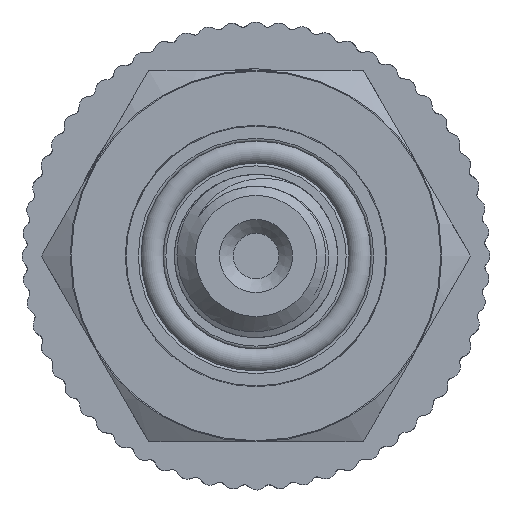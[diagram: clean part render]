
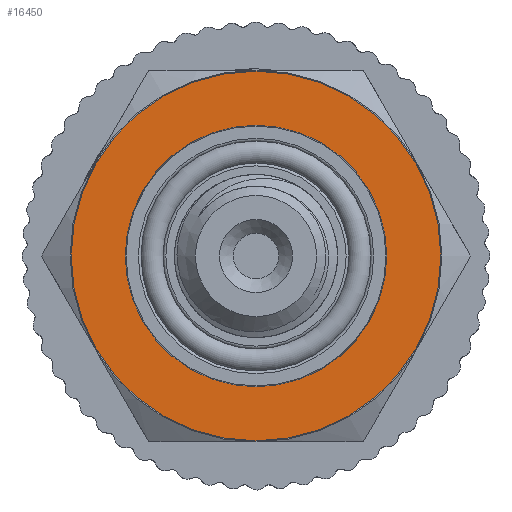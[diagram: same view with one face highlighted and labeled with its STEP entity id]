
A CAD part, left-side view. The second image highlights one B-rep face of the part: STEP entity #16450.
In plain terms, the highlighted planar face has unit normal (-1, 0, 0).
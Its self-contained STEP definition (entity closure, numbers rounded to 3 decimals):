
#654=PLANE('',#17335);
#928=FACE_BOUND('',#2233,.T.);
#1282=FACE_OUTER_BOUND('',#2232,.T.);
#2232=EDGE_LOOP('',(#12595));
#2233=EDGE_LOOP('',(#12596));
#2979=CIRCLE('',#17336,13.425);
#2980=CIRCLE('',#17337,9.5);
#7184=VERTEX_POINT('',#35215);
#7185=VERTEX_POINT('',#35217);
#9188=EDGE_CURVE('',#7184,#7184,#2979,.T.);
#9189=EDGE_CURVE('',#7185,#7185,#2980,.T.);
#12595=ORIENTED_EDGE('',*,*,#9188,.F.);
#12596=ORIENTED_EDGE('',*,*,#9189,.T.);
#16450=ADVANCED_FACE('',(#1282,#928),#654,.F.);
#17335=AXIS2_PLACEMENT_3D('',#35214,#18777,#18778);
#17336=AXIS2_PLACEMENT_3D('',#35216,#18779,#18780);
#17337=AXIS2_PLACEMENT_3D('',#35218,#18781,#18782);
#18777=DIRECTION('center_axis',(1.,0.,0.));
#18778=DIRECTION('ref_axis',(0.,0.,-1.));
#18779=DIRECTION('center_axis',(1.,0.,0.));
#18780=DIRECTION('ref_axis',(0.,1.,0.));
#18781=DIRECTION('center_axis',(1.,0.,0.));
#18782=DIRECTION('ref_axis',(0.,0.,-1.));
#35214=CARTESIAN_POINT('Origin',(-48.,9.5,0.));
#35215=CARTESIAN_POINT('',(-48.,-13.425,0.));
#35216=CARTESIAN_POINT('Origin',(-48.,0.,0.));
#35217=CARTESIAN_POINT('',(-48.,-9.5,0.));
#35218=CARTESIAN_POINT('Origin',(-48.,0.,0.));
